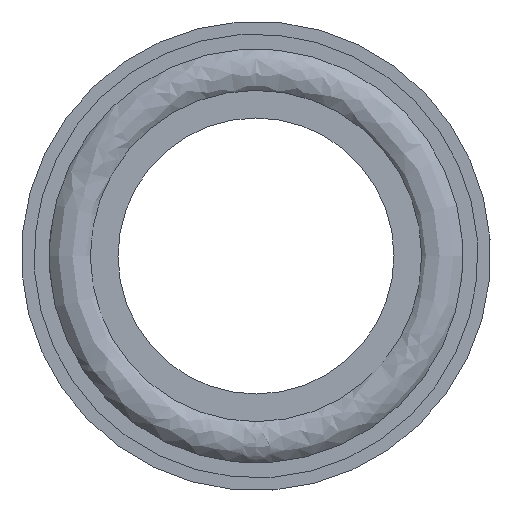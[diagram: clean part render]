
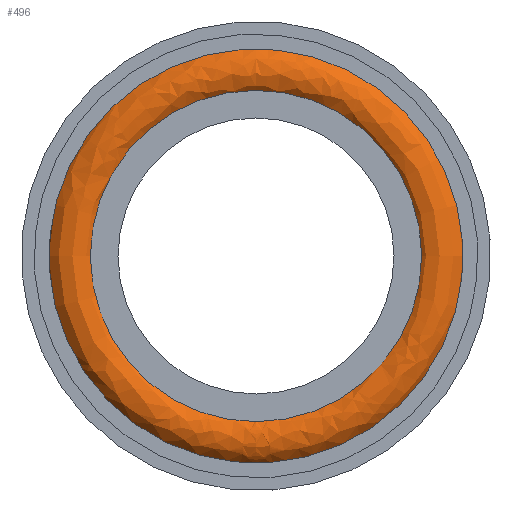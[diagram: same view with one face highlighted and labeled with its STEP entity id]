
A CAD part, left-side view. The second image highlights one B-rep face of the part: STEP entity #496.
In plain terms, the highlighted free-form (B-spline) face has degree [3, 3] with [7, 7] control points.
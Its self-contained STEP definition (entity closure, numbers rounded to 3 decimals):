
#1 = CARTESIAN_POINT ( 'NONE',  ( -5.334, 27.94, -13.97 ) ) ;
#65 = CARTESIAN_POINT ( 'NONE',  ( 5.334, 0., -19.304 ) ) ;
#68 = CARTESIAN_POINT ( 'NONE',  ( -5.334, 0., -13.97 ) ) ;
#72 = CARTESIAN_POINT ( 'NONE',  ( 0., 0., -19.304 ) ) ;
#97 = CARTESIAN_POINT ( 'NONE',  ( -5.334, 0., 19.304 ) ) ;
#133 = CARTESIAN_POINT ( 'NONE',  ( -5.334, 27.94, 13.97 ) ) ;
#135 = CARTESIAN_POINT ( 'NONE',  ( 5.334, -27.94, -13.97 ) ) ;
#146 = CARTESIAN_POINT ( 'NONE',  ( -5.334, 38.608, -19.304 ) ) ;
#148 = CARTESIAN_POINT ( 'NONE',  ( 0., -38.608, -19.304 ) ) ;
#156 = CARTESIAN_POINT ( 'NONE',  ( 0., 38.608, -19.304 ) ) ;
#194 = CARTESIAN_POINT ( 'NONE',  ( -5.334, -38.608, -19.304 ) ) ;
#197 = CARTESIAN_POINT ( 'NONE',  ( 5.334, 0., 13.97 ) ) ;
#198 = CARTESIAN_POINT ( 'NONE',  ( -5.334, -27.94, 13.97 ) ) ;
#202 = CARTESIAN_POINT ( 'NONE',  ( -5.334, 0., 13.97 ) ) ;
#208 = CARTESIAN_POINT ( 'NONE',  ( -5.334, 0., -13.97 ) ) ;
#223 = CARTESIAN_POINT ( 'NONE',  ( 0., 0., -19.304 ) ) ;
#264 = CARTESIAN_POINT ( 'NONE',  ( 5.334, 27.94, -13.97 ) ) ;
#267 = CARTESIAN_POINT ( 'NONE',  ( 5.334, 0., -13.97 ) ) ;
#268 = CARTESIAN_POINT ( 'NONE',  ( 0., 38.608, -19.304 ) ) ;
#270 = CARTESIAN_POINT ( 'NONE',  ( 0., 0., -13.97 ) ) ;
#276 = CARTESIAN_POINT ( 'NONE',  ( 0., -27.94, -13.97 ) ) ;
#337 = CARTESIAN_POINT ( 'NONE',  ( 5.334, -27.94, 13.97 ) ) ;
#342 = CARTESIAN_POINT ( 'NONE',  ( 5.334, 0., -19.304 ) ) ;
#363 = CARTESIAN_POINT ( 'NONE',  ( 0., -38.608, 19.304 ) ) ;
#399 = CARTESIAN_POINT ( 'NONE',  ( 0., 27.94, -13.97 ) ) ;
#405 = CARTESIAN_POINT ( 'NONE',  ( 0., -27.94, 13.97 ) ) ;
#409 = CARTESIAN_POINT ( 'NONE',  ( 5.334, -38.608, -19.304 ) ) ;
#466 = CARTESIAN_POINT ( 'NONE',  ( 0., 0., -19.304 ) ) ;
#492 = CARTESIAN_POINT ( 'NONE',  ( -5.334, 38.608, 19.304 ) ) ;
#496 = ADVANCED_FACE ( 'NONE', ( ), #656, .T. ) ;
#524 = CARTESIAN_POINT ( 'NONE',  ( 0., 27.94, 13.97 ) ) ;
#525 = CARTESIAN_POINT ( 'NONE',  ( -5.334, 0., -19.304 ) ) ;
#531 = CARTESIAN_POINT ( 'NONE',  ( 5.334, 27.94, 13.97 ) ) ;
#533 = CARTESIAN_POINT ( 'NONE',  ( 0., 38.608, 19.304 ) ) ;
#541 = CARTESIAN_POINT ( 'NONE',  ( -5.334, 0., -19.304 ) ) ;
#560 = CARTESIAN_POINT ( 'NONE',  ( -5.334, -38.608, 19.304 ) ) ;
#590 = CARTESIAN_POINT ( 'NONE',  ( 0., 0., 13.97 ) ) ;
#596 = CARTESIAN_POINT ( 'NONE',  ( 5.334, 0., -13.97 ) ) ;
#620 = CARTESIAN_POINT ( 'NONE',  ( 0., 38.608, 19.304 ) ) ;
#656 =( BOUNDED_SURFACE ( )  B_SPLINE_SURFACE ( 3, 3, ( 
 ( #223, #156, #620, #693, #363, #148, #818 ),
 ( #541, #146, #492, #97, #560, #194, #525 ),
 ( #208, #1, #133, #202, #198, #739, #68 ),
 ( #270, #399, #524, #590, #405, #276, #800 ),
 ( #267, #264, #531, #197, #337, #135, #596 ),
 ( #342, #669, #803, #750, #663, #409, #65 ),
 ( #466, #268, #533, #738, #794, #805, #72 ) ),
 .UNSPECIFIED., .T., .T., .T. ) 
 B_SPLINE_SURFACE_WITH_KNOTS ( ( 4, 3, 4 ),
 ( 4, 3, 4 ),
 ( 0., 0.5, 1. ),
 ( 0., 0.5, 1. ),
 .UNSPECIFIED. ) 
 GEOMETRIC_REPRESENTATION_ITEM ( )  RATIONAL_B_SPLINE_SURFACE ( (
 ( 1., 0.333, 0.333, 1., 0.333, 0.333, 1.),
 ( 0.333, 0.111, 0.111, 0.333, 0.111, 0.111, 0.333),
 ( 0.333, 0.111, 0.111, 0.333, 0.111, 0.111, 0.333),
 ( 1., 0.333, 0.333, 1., 0.333, 0.333, 1.),
 ( 0.333, 0.111, 0.111, 0.333, 0.111, 0.111, 0.333),
 ( 0.333, 0.111, 0.111, 0.333, 0.111, 0.111, 0.333),
 ( 1., 0.333, 0.333, 1., 0.333, 0.333, 1.) ) ) 
 REPRESENTATION_ITEM ( '' )  SURFACE ( )  );
#663 = CARTESIAN_POINT ( 'NONE',  ( 5.334, -38.608, 19.304 ) ) ;
#669 = CARTESIAN_POINT ( 'NONE',  ( 5.334, 38.608, -19.304 ) ) ;
#693 = CARTESIAN_POINT ( 'NONE',  ( 0., 0., 19.304 ) ) ;
#738 = CARTESIAN_POINT ( 'NONE',  ( 0., 0., 19.304 ) ) ;
#739 = CARTESIAN_POINT ( 'NONE',  ( -5.334, -27.94, -13.97 ) ) ;
#750 = CARTESIAN_POINT ( 'NONE',  ( 5.334, 0., 19.304 ) ) ;
#794 = CARTESIAN_POINT ( 'NONE',  ( 0., -38.608, 19.304 ) ) ;
#800 = CARTESIAN_POINT ( 'NONE',  ( 0., 0., -13.97 ) ) ;
#803 = CARTESIAN_POINT ( 'NONE',  ( 5.334, 38.608, 19.304 ) ) ;
#805 = CARTESIAN_POINT ( 'NONE',  ( 0., -38.608, -19.304 ) ) ;
#818 = CARTESIAN_POINT ( 'NONE',  ( 0., 0., -19.304 ) ) ;
